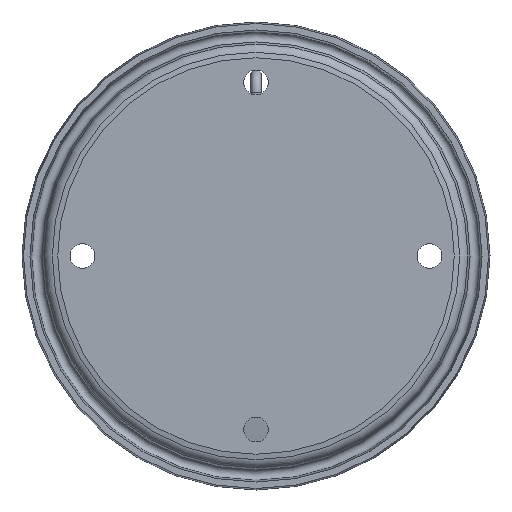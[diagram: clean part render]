
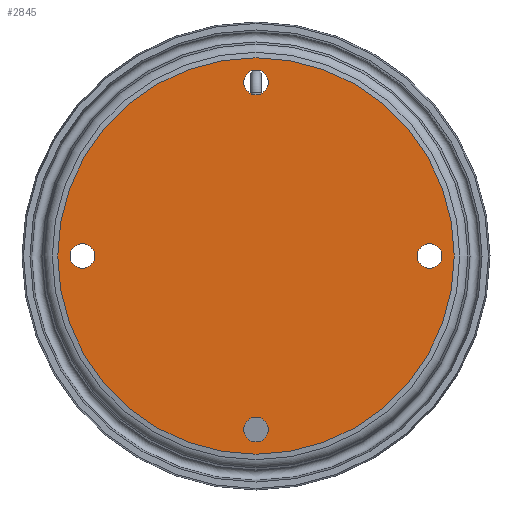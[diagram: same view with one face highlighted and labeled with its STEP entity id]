
A CAD part, front view. The second image highlights one B-rep face of the part: STEP entity #2845.
In plain terms, the highlighted planar face has unit normal (0, -1, 0).
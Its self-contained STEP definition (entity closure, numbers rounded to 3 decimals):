
#7 = EDGE_CURVE ( 'NONE', #4685, #4685, #3978, .T. ) ;
#13 = EDGE_CURVE ( 'NONE', #4690, #4690, #3989, .T. ) ;
#442 = DIRECTION ( 'NONE',  ( 0., 1., 0. ) ) ;
#443 = CARTESIAN_POINT ( 'NONE',  ( 70., 276.6, 0. ) ) ;
#446 = PLANE ( 'NONE',  #2982 ) ;
#449 = DIRECTION ( 'NONE',  ( 1., 0., 0. ) ) ;
#1949 = AXIS2_PLACEMENT_3D ( 'NONE', #6852, #6875, #6870 ) ;
#1959 = AXIS2_PLACEMENT_3D ( 'NONE', #6848, #6835, #6833 ) ;
#2205 = ORIENTED_EDGE ( 'NONE', *, *, #6793, .T. ) ;
#2222 = ORIENTED_EDGE ( 'NONE', *, *, #6818, .F. ) ;
#2230 = ORIENTED_EDGE ( 'NONE', *, *, #13, .F. ) ;
#2261 = ORIENTED_EDGE ( 'NONE', *, *, #6812, .F. ) ;
#2296 = ORIENTED_EDGE ( 'NONE', *, *, #7, .F. ) ;
#2388 = EDGE_LOOP ( 'NONE', ( #2205 ) ) ;
#2429 = EDGE_LOOP ( 'NONE', ( #2296 ) ) ;
#2438 = EDGE_LOOP ( 'NONE', ( #2230 ) ) ;
#2444 = EDGE_LOOP ( 'NONE', ( #2261 ) ) ;
#2462 = EDGE_LOOP ( 'NONE', ( #2222 ) ) ;
#2845 = ADVANCED_FACE ( 'NONE', ( #4515, #4524, #4519, #4523, #4521 ), #446, .F. ) ;
#2982 = AXIS2_PLACEMENT_3D ( 'NONE', #443, #442, #449 ) ;
#3029 = AXIS2_PLACEMENT_3D ( 'NONE', #5684, #5685, #5686 ) ;
#3032 = AXIS2_PLACEMENT_3D ( 'NONE', #5752, #5753, #5754 ) ;
#3034 = AXIS2_PLACEMENT_3D ( 'NONE', #5772, #5773, #5774 ) ;
#3978 = CIRCLE ( 'NONE', #1949, 9.5 ) ;
#3989 = CIRCLE ( 'NONE', #1959, 9.5 ) ;
#4515 = FACE_BOUND ( 'NONE', #2462, .T. ) ;
#4519 = FACE_BOUND ( 'NONE', #2438, .T. ) ;
#4521 = FACE_OUTER_BOUND ( 'NONE', #2388, .T. ) ;
#4523 = FACE_BOUND ( 'NONE', #2444, .T. ) ;
#4524 = FACE_BOUND ( 'NONE', #2429, .T. ) ;
#4661 = CIRCLE ( 'NONE', #3029, 152.5 ) ;
#4677 = CIRCLE ( 'NONE', #3032, 9.5 ) ;
#4684 = CIRCLE ( 'NONE', #3034, 9.5 ) ;
#4685 = VERTEX_POINT ( 'NONE', #5777 ) ;
#4690 = VERTEX_POINT ( 'NONE', #5771 ) ;
#4716 = VERTEX_POINT ( 'NONE', #5803 ) ;
#4718 = VERTEX_POINT ( 'NONE', #5805 ) ;
#4720 = VERTEX_POINT ( 'NONE', #5807 ) ;
#5684 = CARTESIAN_POINT ( 'NONE',  ( 0., 276.6, 0. ) ) ;
#5685 = DIRECTION ( 'NONE',  ( 0., -1., 0. ) ) ;
#5686 = DIRECTION ( 'NONE',  ( -1., 0., 0. ) ) ;
#5752 = CARTESIAN_POINT ( 'NONE',  ( 133.5, 276.6, 0. ) ) ;
#5753 = DIRECTION ( 'NONE',  ( 0., -1., 0. ) ) ;
#5754 = DIRECTION ( 'NONE',  ( 0., 0., -1. ) ) ;
#5771 = CARTESIAN_POINT ( 'NONE',  ( 0., 276.6, 124. ) ) ;
#5772 = CARTESIAN_POINT ( 'NONE',  ( 0., 276.6, -133.5 ) ) ;
#5773 = DIRECTION ( 'NONE',  ( 0., -1., 0. ) ) ;
#5774 = DIRECTION ( 'NONE',  ( 0., 0., -1. ) ) ;
#5777 = CARTESIAN_POINT ( 'NONE',  ( -133.5, 276.6, -9.5 ) ) ;
#5803 = CARTESIAN_POINT ( 'NONE',  ( -152.5, 276.6, 0. ) ) ;
#5805 = CARTESIAN_POINT ( 'NONE',  ( 133.5, 276.6, -9.5 ) ) ;
#5807 = CARTESIAN_POINT ( 'NONE',  ( 0., 276.6, -143. ) ) ;
#6793 = EDGE_CURVE ( 'NONE', #4716, #4716, #4661, .T. ) ;
#6812 = EDGE_CURVE ( 'NONE', #4718, #4718, #4677, .T. ) ;
#6818 = EDGE_CURVE ( 'NONE', #4720, #4720, #4684, .T. ) ;
#6833 = DIRECTION ( 'NONE',  ( 0., 0., -1. ) ) ;
#6835 = DIRECTION ( 'NONE',  ( 0., -1., 0. ) ) ;
#6848 = CARTESIAN_POINT ( 'NONE',  ( 0., 276.6, 133.5 ) ) ;
#6852 = CARTESIAN_POINT ( 'NONE',  ( -133.5, 276.6, 0. ) ) ;
#6870 = DIRECTION ( 'NONE',  ( 0., 0., -1. ) ) ;
#6875 = DIRECTION ( 'NONE',  ( 0., -1., 0. ) ) ;
